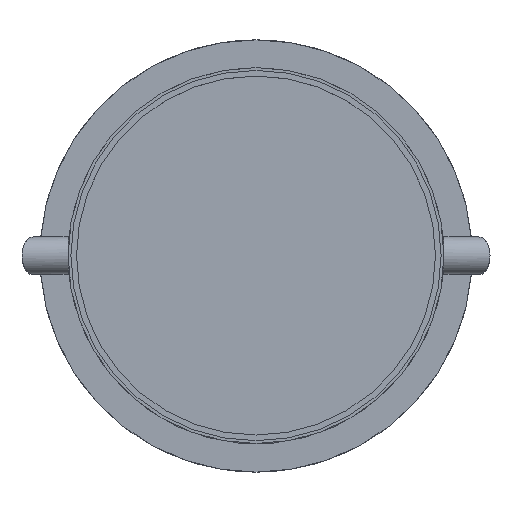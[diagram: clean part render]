
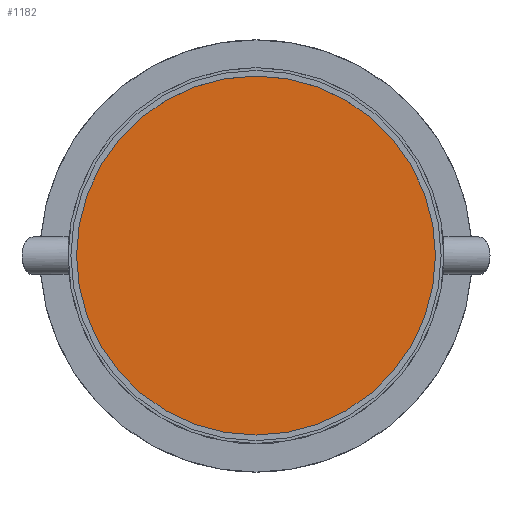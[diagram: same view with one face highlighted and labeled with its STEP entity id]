
A CAD part, top view. The second image highlights one B-rep face of the part: STEP entity #1182.
In plain terms, the highlighted planar face has unit normal (0, 0, 1).
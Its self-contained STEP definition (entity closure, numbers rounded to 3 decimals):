
#105=PLANE('',#1353);
#168=CIRCLE('',#1354,191.);
#237=FACE_OUTER_BOUND('',#340,.T.);
#340=EDGE_LOOP('',(#1060));
#586=VERTEX_POINT('',#2581);
#745=EDGE_CURVE('',#586,#586,#168,.T.);
#1060=ORIENTED_EDGE('',*,*,#745,.T.);
#1182=ADVANCED_FACE('',(#237),#105,.T.);
#1353=AXIS2_PLACEMENT_3D('',#2580,#1683,#1684);
#1354=AXIS2_PLACEMENT_3D('',#2582,#1685,#1686);
#1683=DIRECTION('center_axis',(0.,0.,1.));
#1684=DIRECTION('ref_axis',(1.,0.,0.));
#1685=DIRECTION('center_axis',(0.,0.,1.));
#1686=DIRECTION('ref_axis',(-1.,0.,0.));
#2580=CARTESIAN_POINT('Origin',(0.,0.,242.));
#2581=CARTESIAN_POINT('',(191.,0.,242.));
#2582=CARTESIAN_POINT('Origin',(0.,0.,242.));
